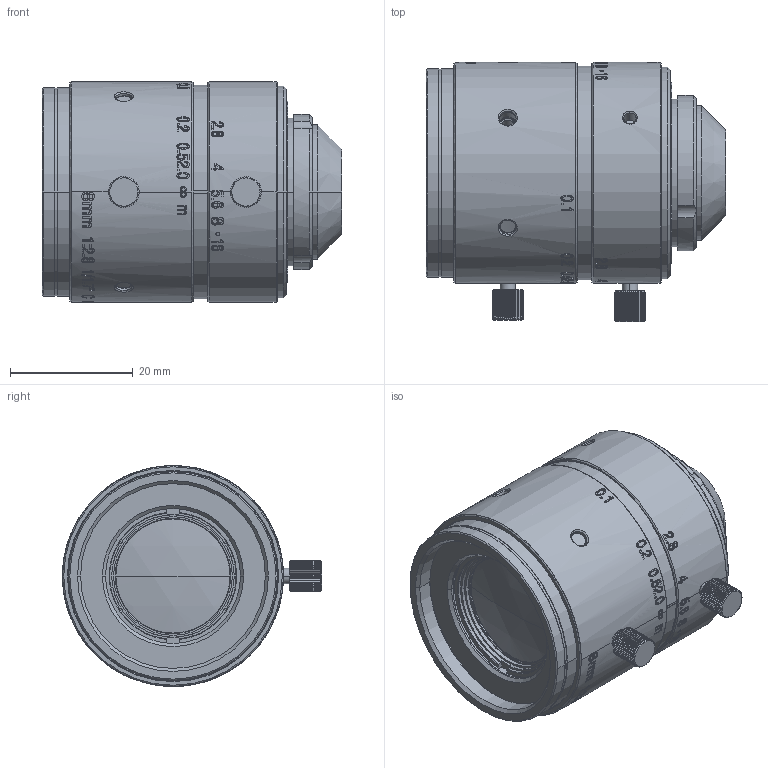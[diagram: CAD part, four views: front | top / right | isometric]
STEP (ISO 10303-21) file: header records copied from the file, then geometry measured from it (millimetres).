
FILE_DESCRIPTION (( 'STEP AP203' ), '1' );
FILE_NAME ('600124.step', '2025-04-14T08:37:08', ( 'MSI' ), ( '' ), 'SwSTEP 2.0', 'SolidWorks 2020', '' );
FILE_SCHEMA (( 'CONFIG_CONTROL_DESIGN' ));
Length unit declared in the file: millimetre
Products named in the file (7): DZO_LA0828A_1712_ASM_ASM.stp; 600124; DZO_LA0828A_1712_ASM_1.stp; DZO_LA0828A_1712_ASM_2.stp; V330081B-607.stp; DZO_LA0828A_1712_ASM_3.stp; 600124.stp
Assembly tree (6 placements, depth 4):
  600124
    600124.stp
      DZO_LA0828A_1712_ASM_ASM.stp
        DZO_LA0828A_1712_ASM_1.stp
        DZO_LA0828A_1712_ASM_2.stp
        DZO_LA0828A_1712_ASM_3.stp
      V330081B-607.stp
Bounding box: 48.82 x 42.2 x 36 mm (x, y, z)
Volume: 25793.4 mm3; surface area: 25576.1 mm2
Topology: 6 solids, 22 shells, 2303 faces, 5993 edges, 3887 vertices
Faces by surface type: bspline 821, plane 650, cylinder 565, cone 221, torus 38, sphere 8
Entity records: 119498 total; most frequent: CARTESIAN_POINT 68567, ORIENTED_EDGE 11974, DIRECTION 7773, EDGE_CURVE 5987, VERTEX_POINT 3887, AXIS2_PLACEMENT_3D 2873, B_SPLINE_CURVE_WITH_KNOTS 2580, EDGE_LOOP 2528
